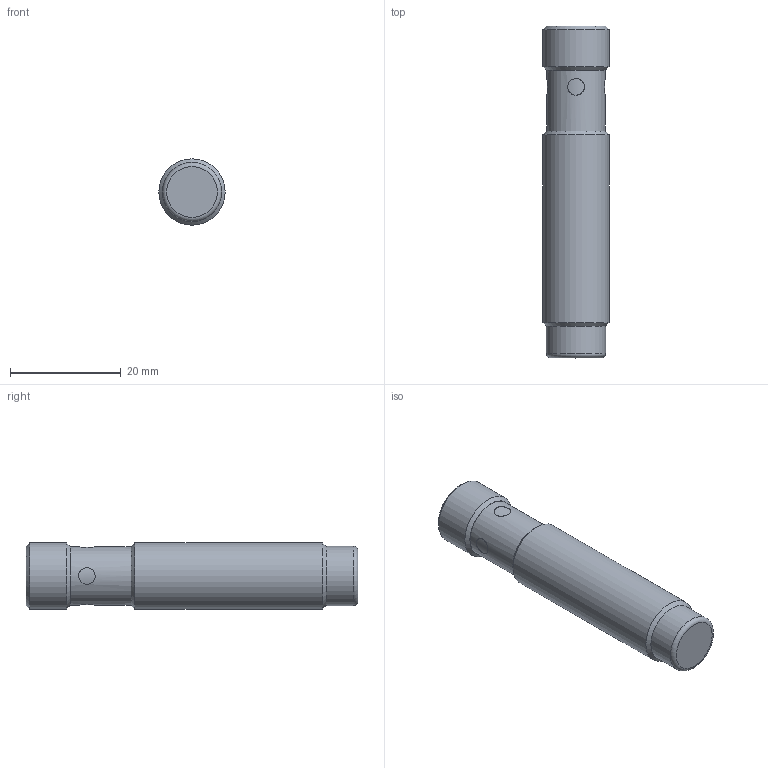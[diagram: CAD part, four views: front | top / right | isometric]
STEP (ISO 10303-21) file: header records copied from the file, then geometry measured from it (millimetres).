
FILE_DESCRIPTION (( 'STEP AP214' ), '1' );
FILE_NAME ('DW-AS-511-M12.STEP', '2018-04-20T19:26:30', ( '' ), ( '' ), 'SwSTEP 2.0', 'SolidWorks 2017', '' );
FILE_SCHEMA (( 'AUTOMOTIVE_DESIGN' ));
Length unit declared in the file: inch
Products named in the file (1): DW-AS-511-M12
Bounding box: 12 x 60 x 12 mm (x, y, z)
Volume: 5746.6 mm3; surface area: 2895.6 mm2
Topology: 1 solids, 2 shells, 52 faces, 97 edges, 60 vertices
Faces by surface type: cylinder 28, plane 13, torus 6, cone 5
Full cylindrical faces by diameter (mm): 1.008 x4, 3 x8, 8.499 x1, 10.551 x1, 10.701 x1, 11.999 x2
Entity records: 1748 total; most frequent: CARTESIAN_POINT 844, DIRECTION 180, ORIENTED_EDGE 124, EDGE_LOOP 91, AXIS2_PLACEMENT_3D 85, FACE_OUTER_BOUND 74, EDGE_CURVE 62, VERTEX_POINT 53
